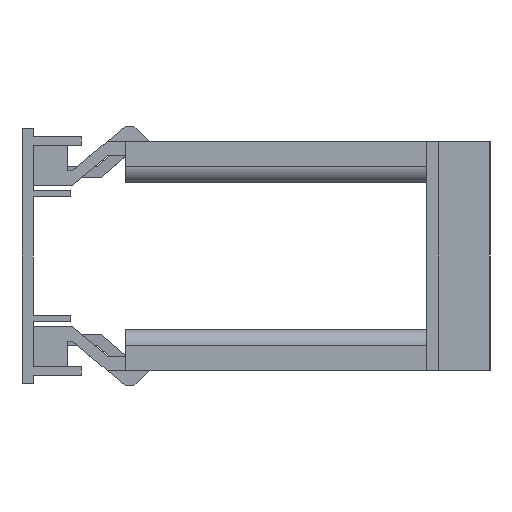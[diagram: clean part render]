
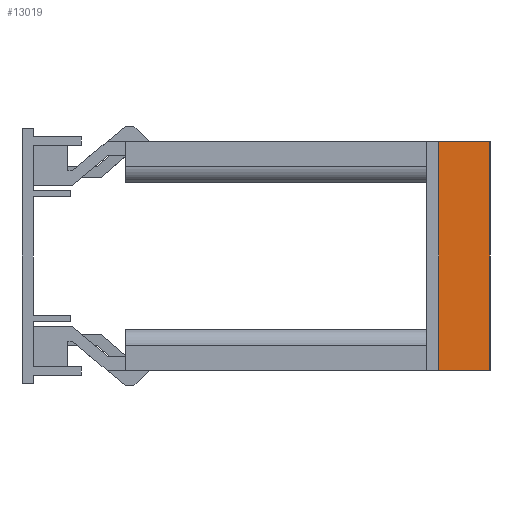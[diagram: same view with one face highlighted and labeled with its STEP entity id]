
A CAD part, left-side view. The second image highlights one B-rep face of the part: STEP entity #13019.
In plain terms, the highlighted planar face has unit normal (-1, 0, 0).
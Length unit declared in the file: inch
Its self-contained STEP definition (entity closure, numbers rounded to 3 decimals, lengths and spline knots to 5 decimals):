
#363 = LINE ( 'NONE', #18357, #12485 ) ;
#1039 = CARTESIAN_POINT ( 'NONE',  ( -8.68, -0.43359, -0.86614 ) ) ;
#1728 = DIRECTION ( 'NONE',  ( 1., 0., 0. ) ) ;
#1852 = VERTEX_POINT ( 'NONE', #21222 ) ;
#2201 = VECTOR ( 'NONE', #4326, 39.37008 ) ;
#4326 = DIRECTION ( 'NONE',  ( 0., 1., 0. ) ) ;
#6145 = EDGE_CURVE ( 'NONE', #14858, #13817, #10648, .T. ) ;
#6176 = EDGE_LOOP ( 'NONE', ( #9641, #24057, #18989, #7739 ) ) ;
#6675 = PLANE ( 'NONE',  #6781 ) ;
#6781 = AXIS2_PLACEMENT_3D ( 'NONE', #14299, #1728, #18759 ) ;
#6983 = DIRECTION ( 'NONE',  ( 0., 1., 0. ) ) ;
#7579 = VECTOR ( 'NONE', #18021, 39.37008 ) ;
#7739 = ORIENTED_EDGE ( 'NONE', *, *, #21305, .T. ) ;
#9641 = ORIENTED_EDGE ( 'NONE', *, *, #6145, .T. ) ;
#10648 = LINE ( 'NONE', #23295, #17480 ) ;
#11722 = EDGE_CURVE ( 'NONE', #1852, #20378, #22107, .T. ) ;
#12485 = VECTOR ( 'NONE', #6983, 39.37008 ) ;
#12807 = CARTESIAN_POINT ( 'NONE',  ( -8.68, -0.04559, 0.86614 ) ) ;
#13019 = ADVANCED_FACE ( 'NONE', ( #13558 ), #6675, .F. ) ;
#13558 = FACE_OUTER_BOUND ( 'NONE', #6176, .T. ) ;
#13817 = VERTEX_POINT ( 'NONE', #18498 ) ;
#14299 = CARTESIAN_POINT ( 'NONE',  ( -8.68, -0.43359, -0.86614 ) ) ;
#14858 = VERTEX_POINT ( 'NONE', #12807 ) ;
#15520 = LINE ( 'NONE', #19575, #2201 ) ;
#17480 = VECTOR ( 'NONE', #17505, 39.37008 ) ;
#17505 = DIRECTION ( 'NONE',  ( 0., 0., -1. ) ) ;
#18021 = DIRECTION ( 'NONE',  ( 0., 0., -1. ) ) ;
#18357 = CARTESIAN_POINT ( 'NONE',  ( -8.68, -0.43359, 0.86614 ) ) ;
#18498 = CARTESIAN_POINT ( 'NONE',  ( -8.68, -0.04559, -0.86614 ) ) ;
#18759 = DIRECTION ( 'NONE',  ( 0., 0., -1. ) ) ;
#18989 = ORIENTED_EDGE ( 'NONE', *, *, #11722, .F. ) ;
#19575 = CARTESIAN_POINT ( 'NONE',  ( -8.68, -0.43359, -0.86614 ) ) ;
#20378 = VERTEX_POINT ( 'NONE', #23041 ) ;
#21222 = CARTESIAN_POINT ( 'NONE',  ( -8.68, -0.43359, 0.86614 ) ) ;
#21305 = EDGE_CURVE ( 'NONE', #1852, #14858, #363, .T. ) ;
#22107 = LINE ( 'NONE', #1039, #7579 ) ;
#23041 = CARTESIAN_POINT ( 'NONE',  ( -8.68, -0.43359, -0.86614 ) ) ;
#23295 = CARTESIAN_POINT ( 'NONE',  ( -8.68, -0.04559, -0.86614 ) ) ;
#24057 = ORIENTED_EDGE ( 'NONE', *, *, #24502, .F. ) ;
#24502 = EDGE_CURVE ( 'NONE', #20378, #13817, #15520, .T. ) ;
